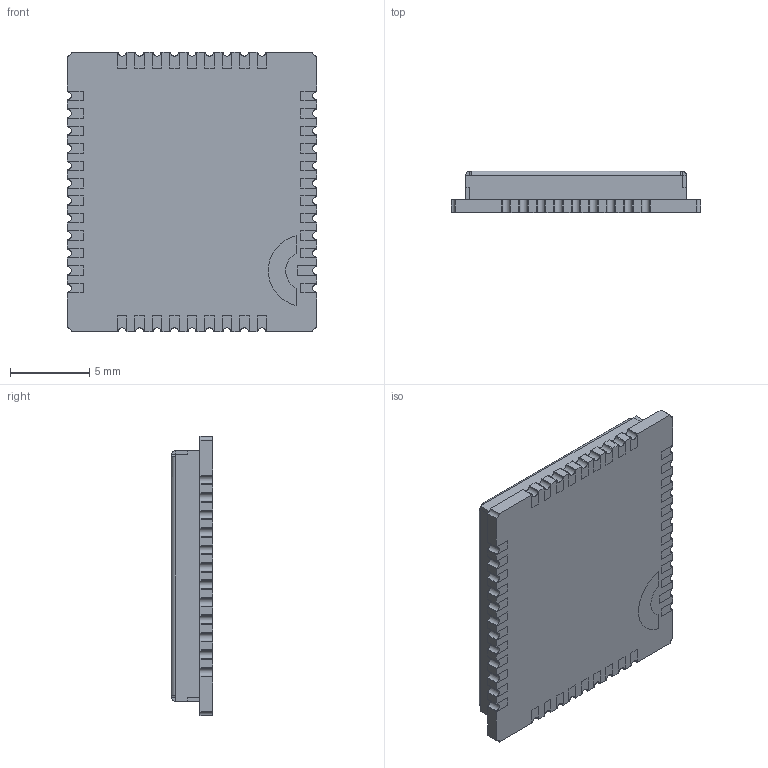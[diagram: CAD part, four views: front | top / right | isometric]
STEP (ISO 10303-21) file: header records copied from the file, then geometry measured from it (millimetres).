
FILE_DESCRIPTION (( 'STEP AP214' ), '1' );
FILE_NAME ('SIM7022.STEP', '2025-03-18T06:54:42', ( 'LENOVO' ), ( '' ), 'SwSTEP 2.0', 'SolidWorks 2021', '' );
FILE_SCHEMA (( 'AUTOMOTIVE_DESIGN' ));
Length unit declared in the file: millimetre
Products named in the file (1): SIM7022
Bounding box: 15.7 x 2.6 x 17.6 mm (x, y, z)
Volume: 294.1 mm3; surface area: 1423.2 mm2
Topology: 46 solids, 46 shells, 783 faces, 2051 edges, 1362 vertices
Faces by surface type: plane 708, cylinder 75
Entity records: 24241 total; most frequent: CARTESIAN_POINT 4381, ORIENTED_EDGE 4102, DIRECTION 3721, EDGE_CURVE 2051, VECTOR 1885, LINE 1885, VERTEX_POINT 1362, AXIS2_PLACEMENT_3D 918
